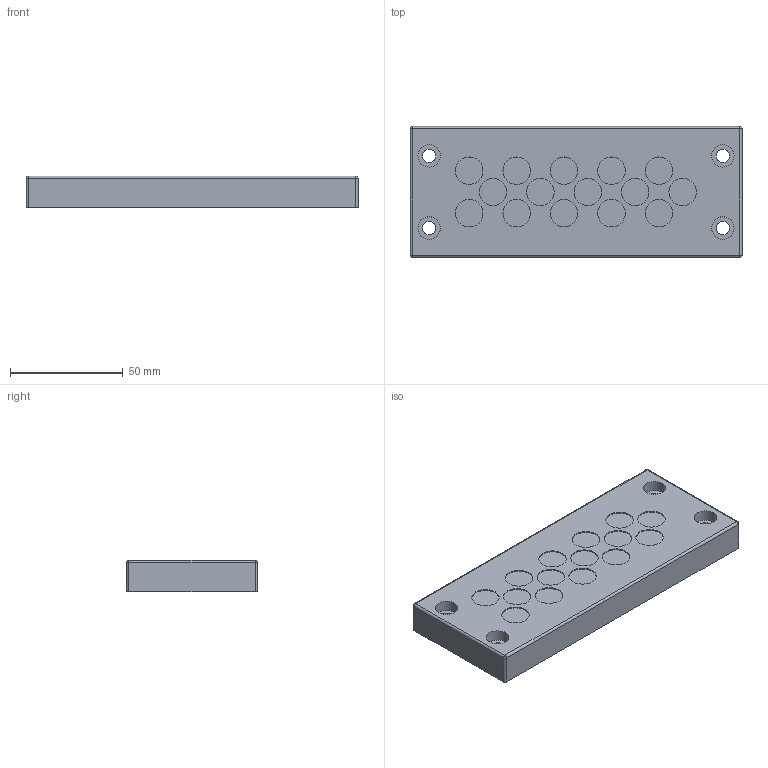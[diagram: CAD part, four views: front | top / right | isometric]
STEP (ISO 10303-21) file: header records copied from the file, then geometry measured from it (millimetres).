
FILE_DESCRIPTION(('STEP AP203'), '1');
FILE_NAME('MTC-DPZ2415', '2025-11-07T15:08:41', (' '), (' '), 'C3D Converter', 'C3D Toolkit', '');
FILE_SCHEMA(('CONFIG_CONTROL_DESIGN'));
Length unit declared in the file: millimetre
Bounding box: 147 x 58 x 14 mm (x, y, z)
Volume: 112253.4 mm3; surface area: 24242.2 mm2
Topology: 1 solids, 1 shells, 65 faces, 133 edges, 86 vertices
Faces by surface type: cylinder 31, plane 30, sphere 4
Full cylindrical faces by diameter (mm): 5.9 x4, 10 x4, 12.169 x15
Entity records: 2173 total; most frequent: DIRECTION 312, CARTESIAN_POINT 258, ORIENTED_EDGE 212, AXIS2_PLACEMENT_3D 140, EDGE_LOOP 116, EDGE_CURVE 106, VERTEX_POINT 86, FACE_BOUND 82
